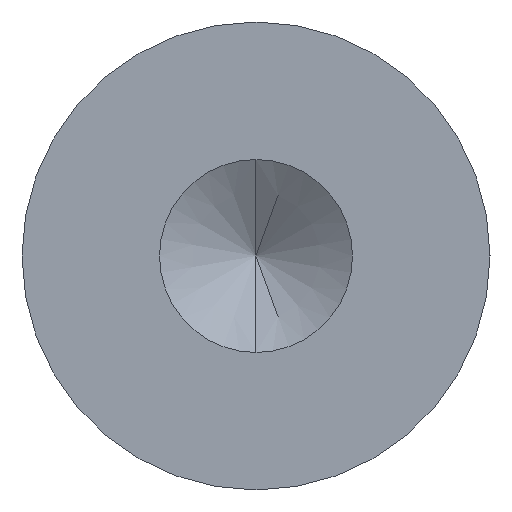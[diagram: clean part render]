
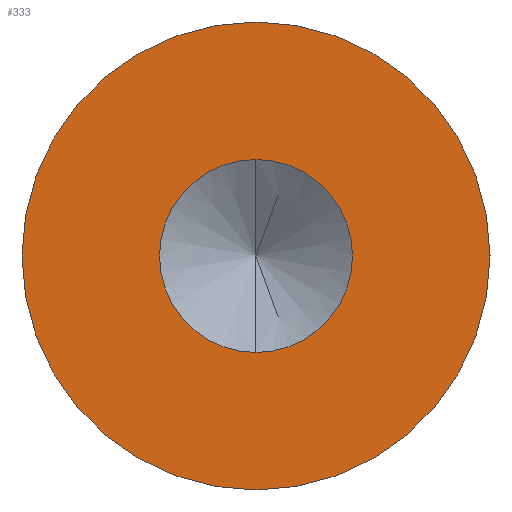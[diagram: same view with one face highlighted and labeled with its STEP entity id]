
A CAD part, left-side view. The second image highlights one B-rep face of the part: STEP entity #333.
In plain terms, the highlighted planar face has unit normal (-1, 0, 0).
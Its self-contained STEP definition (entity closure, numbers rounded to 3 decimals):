
#22 = DIRECTION ( 'NONE',  ( -1., 0., 0. ) ) ;
#54 = CARTESIAN_POINT ( 'NONE',  ( -42.625, 0., 0. ) ) ;
#62 = DIRECTION ( 'NONE',  ( 0., 0., 1. ) ) ;
#73 = ORIENTED_EDGE ( 'NONE', *, *, #256, .F. ) ;
#82 = DIRECTION ( 'NONE',  ( 1., 0., 0. ) ) ;
#86 = CARTESIAN_POINT ( 'NONE',  ( -42.625, 0., 0. ) ) ;
#89 = DIRECTION ( 'NONE',  ( -1., 0., 0. ) ) ;
#109 = CARTESIAN_POINT ( 'NONE',  ( -42.625, 0., -1.65 ) ) ;
#119 = DIRECTION ( 'NONE',  ( 1., 0., 0. ) ) ;
#123 = DIRECTION ( 'NONE',  ( 1., 0., 0. ) ) ;
#129 = VERTEX_POINT ( 'NONE', #369 ) ;
#149 = CARTESIAN_POINT ( 'NONE',  ( -42.625, 0., 0. ) ) ;
#152 = ORIENTED_EDGE ( 'NONE', *, *, #368, .F. ) ;
#158 = AXIS2_PLACEMENT_3D ( 'NONE', #54, #123, #171 ) ;
#171 = DIRECTION ( 'NONE',  ( 0., 0., -1. ) ) ;
#174 = CARTESIAN_POINT ( 'NONE',  ( -42.625, 0., 0. ) ) ;
#178 = EDGE_LOOP ( 'NONE', ( #181, #299 ) ) ;
#181 = ORIENTED_EDGE ( 'NONE', *, *, #292, .F. ) ;
#182 = CIRCLE ( 'NONE', #158, 4. ) ;
#186 = PLANE ( 'NONE',  #325 ) ;
#189 = CARTESIAN_POINT ( 'NONE',  ( -42.625, 0., 1.65 ) ) ;
#196 = CARTESIAN_POINT ( 'NONE',  ( -42.625, 0., 4. ) ) ;
#208 = EDGE_LOOP ( 'NONE', ( #73, #152 ) ) ;
#214 = CIRCLE ( 'NONE', #247, 4. ) ;
#219 = DIRECTION ( 'NONE',  ( 0., 0., -1. ) ) ;
#227 = AXIS2_PLACEMENT_3D ( 'NONE', #174, #89, #322 ) ;
#247 = AXIS2_PLACEMENT_3D ( 'NONE', #86, #119, #286 ) ;
#256 = EDGE_CURVE ( 'NONE', #335, #331, #285, .T. ) ;
#264 = EDGE_CURVE ( 'NONE', #129, #288, #214, .T. ) ;
#285 = CIRCLE ( 'NONE', #334, 1.65 ) ;
#286 = DIRECTION ( 'NONE',  ( 0., 0., -1. ) ) ;
#288 = VERTEX_POINT ( 'NONE', #196 ) ;
#292 = EDGE_CURVE ( 'NONE', #288, #129, #182, .T. ) ;
#299 = ORIENTED_EDGE ( 'NONE', *, *, #264, .F. ) ;
#302 = CIRCLE ( 'NONE', #227, 1.65 ) ;
#309 = CARTESIAN_POINT ( 'NONE',  ( -42.625, 0., 0. ) ) ;
#322 = DIRECTION ( 'NONE',  ( 0., 0., 1. ) ) ;
#325 = AXIS2_PLACEMENT_3D ( 'NONE', #309, #82, #219 ) ;
#331 = VERTEX_POINT ( 'NONE', #109 ) ;
#333 = ADVANCED_FACE ( 'NONE', ( #343, #341 ), #186, .F. ) ;
#334 = AXIS2_PLACEMENT_3D ( 'NONE', #149, #22, #62 ) ;
#335 = VERTEX_POINT ( 'NONE', #189 ) ;
#341 = FACE_OUTER_BOUND ( 'NONE', #178, .T. ) ;
#343 = FACE_BOUND ( 'NONE', #208, .T. ) ;
#368 = EDGE_CURVE ( 'NONE', #331, #335, #302, .T. ) ;
#369 = CARTESIAN_POINT ( 'NONE',  ( -42.625, 0., -4. ) ) ;
